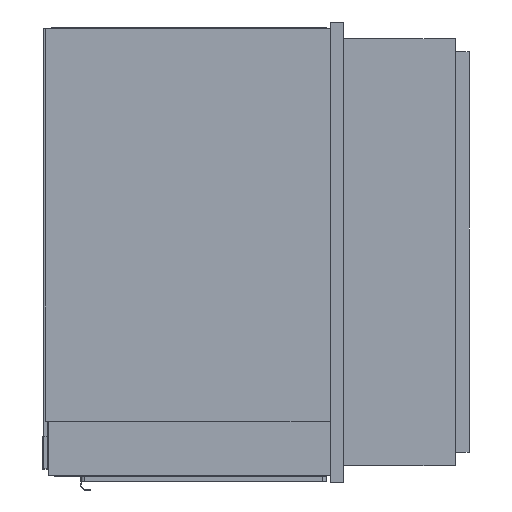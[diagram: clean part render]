
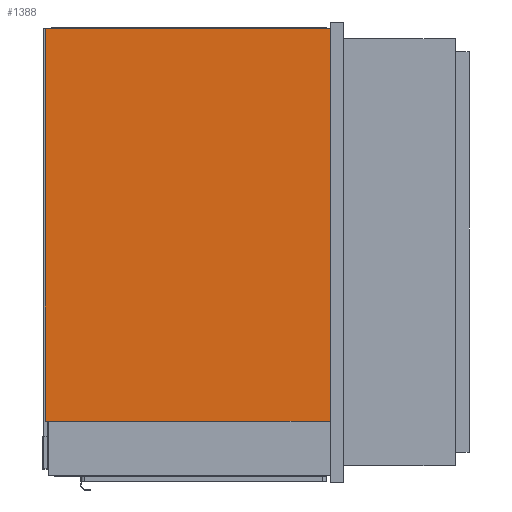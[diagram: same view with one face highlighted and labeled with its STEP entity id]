
A CAD part, left-side view. The second image highlights one B-rep face of the part: STEP entity #1388.
In plain terms, the highlighted planar face has unit normal (-1, 0, 0).
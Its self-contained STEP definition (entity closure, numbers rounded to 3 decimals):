
#157 = EDGE_LOOP ( 'NONE', ( #4341, #182, #2356, #2286 ) ) ;
#182 = ORIENTED_EDGE ( 'NONE', *, *, #1499, .F. ) ;
#196 = DIRECTION ( 'NONE',  ( 0., 0., -1. ) ) ;
#522 = DIRECTION ( 'NONE',  ( 1., 0., 0. ) ) ;
#760 = CARTESIAN_POINT ( 'NONE',  ( -215., 0., -255.5 ) ) ;
#966 = EDGE_CURVE ( 'NONE', #5304, #2426, #1648, .T. ) ;
#1076 = LINE ( 'NONE', #2396, #4749 ) ;
#1388 = ADVANCED_FACE ( 'NONE', ( #4357 ), #1828, .F. ) ;
#1499 = EDGE_CURVE ( 'NONE', #5108, #2426, #5582, .T. ) ;
#1627 = LINE ( 'NONE', #4642, #3296 ) ;
#1648 = LINE ( 'NONE', #3212, #2837 ) ;
#1828 = PLANE ( 'NONE',  #3710 ) ;
#1881 = CARTESIAN_POINT ( 'NONE',  ( -215., 430., -255.5 ) ) ;
#2286 = ORIENTED_EDGE ( 'NONE', *, *, #5485, .T. ) ;
#2356 = ORIENTED_EDGE ( 'NONE', *, *, #5381, .F. ) ;
#2396 = CARTESIAN_POINT ( 'NONE',  ( -215., 430., 337.5 ) ) ;
#2426 = VERTEX_POINT ( 'NONE', #760 ) ;
#2655 = CARTESIAN_POINT ( 'NONE',  ( -215., 0., 337.5 ) ) ;
#2837 = VECTOR ( 'NONE', #5363, 1000. ) ;
#2869 = DIRECTION ( 'NONE',  ( 0., -1., 0. ) ) ;
#3212 = CARTESIAN_POINT ( 'NONE',  ( -215., 430., -255.5 ) ) ;
#3274 = DIRECTION ( 'NONE',  ( 0., 0., -1. ) ) ;
#3296 = VECTOR ( 'NONE', #196, 1000. ) ;
#3623 = DIRECTION ( 'NONE',  ( 0., 1., 0. ) ) ;
#3710 = AXIS2_PLACEMENT_3D ( 'NONE', #4935, #522, #3623 ) ;
#4179 = CARTESIAN_POINT ( 'NONE',  ( -215., 0., 337.5 ) ) ;
#4330 = CARTESIAN_POINT ( 'NONE',  ( -215., 430., 337.5 ) ) ;
#4341 = ORIENTED_EDGE ( 'NONE', *, *, #966, .T. ) ;
#4357 = FACE_OUTER_BOUND ( 'NONE', #157, .T. ) ;
#4546 = VERTEX_POINT ( 'NONE', #4330 ) ;
#4642 = CARTESIAN_POINT ( 'NONE',  ( -215., 430., 337.5 ) ) ;
#4749 = VECTOR ( 'NONE', #2869, 1000. ) ;
#4899 = VECTOR ( 'NONE', #3274, 1000. ) ;
#4935 = CARTESIAN_POINT ( 'NONE',  ( -215., 430., 337.5 ) ) ;
#5108 = VERTEX_POINT ( 'NONE', #2655 ) ;
#5304 = VERTEX_POINT ( 'NONE', #1881 ) ;
#5363 = DIRECTION ( 'NONE',  ( 0., -1., 0. ) ) ;
#5381 = EDGE_CURVE ( 'NONE', #4546, #5108, #1076, .T. ) ;
#5485 = EDGE_CURVE ( 'NONE', #4546, #5304, #1627, .T. ) ;
#5582 = LINE ( 'NONE', #4179, #4899 ) ;
